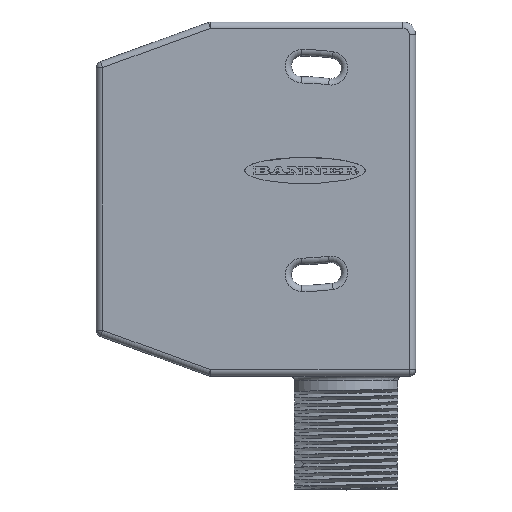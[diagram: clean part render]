
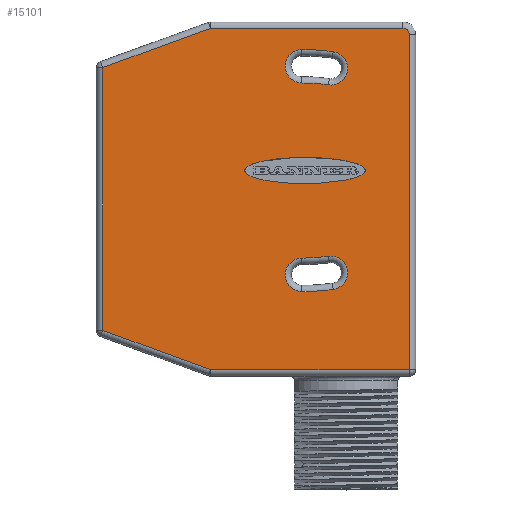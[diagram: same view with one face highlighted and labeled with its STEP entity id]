
A CAD part, top view. The second image highlights one B-rep face of the part: STEP entity #15101.
In plain terms, the highlighted planar face has unit normal (0, 0, 1).
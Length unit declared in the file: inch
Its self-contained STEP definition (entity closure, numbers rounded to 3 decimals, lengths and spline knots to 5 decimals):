
#1250=DIRECTION('',(0.94,-0.342,0.));
#1251=VECTOR('',#1250,0.71544);
#1252=CARTESIAN_POINT('',(0.03937,0.28407,
1.0748));
#1253=LINE('',#1252,#1251);
#1281=DIRECTION('',(0.,-1.,0.));
#1282=VECTOR('',#1281,1.63659);
#1283=CARTESIAN_POINT('',(0.03937,1.92066,1.0748));
#1284=LINE('',#1283,#1282);
#1299=CARTESIAN_POINT('',(0.92421,1.27953,1.0748));
#1300=CARTESIAN_POINT('',(0.92421,1.27238,1.0748));
#1301=CARTESIAN_POINT('',(0.93283,1.25807,1.0748));
#1302=CARTESIAN_POINT('',(0.97072,1.23807,1.0748));
#1303=CARTESIAN_POINT('',(1.031,1.2209,1.0748));
#1304=CARTESIAN_POINT('',(1.10956,1.20773,1.0748));
#1305=CARTESIAN_POINT('',(1.20104,1.19945,1.0748));
#1306=CARTESIAN_POINT('',(1.29921,1.19662,1.0748));
#1307=CARTESIAN_POINT('',(1.39738,1.19945,1.0748));
#1308=CARTESIAN_POINT('',(1.48887,1.20773,1.0748));
#1309=CARTESIAN_POINT('',(1.56742,1.2209,1.0748));
#1310=CARTESIAN_POINT('',(1.6277,1.23807,1.0748));
#1311=CARTESIAN_POINT('',(1.6656,1.25807,1.0748));
#1312=CARTESIAN_POINT('',(1.67421,1.27238,1.0748));
#1313=CARTESIAN_POINT('',(1.67421,1.27953,1.0748));
#1315=CARTESIAN_POINT('',(1.67421,1.27953,1.0748));
#1316=CARTESIAN_POINT('',(1.67421,1.28668,1.0748));
#1317=CARTESIAN_POINT('',(1.6656,1.30099,1.0748));
#1318=CARTESIAN_POINT('',(1.6277,1.32098,1.0748));
#1319=CARTESIAN_POINT('',(1.56742,1.33815,1.0748));
#1320=CARTESIAN_POINT('',(1.48887,1.35133,1.0748));
#1321=CARTESIAN_POINT('',(1.39738,1.35961,1.0748));
#1322=CARTESIAN_POINT('',(1.29921,1.36243,1.0748));
#1323=CARTESIAN_POINT('',(1.20104,1.35961,1.0748));
#1324=CARTESIAN_POINT('',(1.10956,1.35133,1.0748));
#1325=CARTESIAN_POINT('',(1.031,1.33815,1.0748));
#1326=CARTESIAN_POINT('',(0.97072,1.32098,1.0748));
#1327=CARTESIAN_POINT('',(0.93283,1.30099,1.0748));
#1328=CARTESIAN_POINT('',(0.92421,1.28668,1.0748));
#1329=CARTESIAN_POINT('',(0.92421,1.27953,1.0748));
#1340=DIRECTION('',(-0.94,-0.342,0.));
#1341=VECTOR('',#1340,0.71544);
#1342=CARTESIAN_POINT('',(0.71167,2.16535,1.0748));
#1343=LINE('',#1342,#1341);
#1662=DIRECTION('',(0.,1.,0.));
#1663=VECTOR('',#1662,2.08661);
#1664=CARTESIAN_POINT('',(1.94882,0.03937,1.0748));
#1665=LINE('',#1664,#1663);
#1675=CARTESIAN_POINT('',(1.90945,2.12598,1.0748));
#1676=DIRECTION('',(0.,0.,1.));
#1677=DIRECTION('',(1.,0.,0.));
#1678=AXIS2_PLACEMENT_3D('',#1675,#1676,#1677);
#1699=DIRECTION('',(-1.,0.,0.));
#1700=VECTOR('',#1699,1.19778);
#1701=CARTESIAN_POINT('',(1.90945,2.16535,1.0748));
#1702=LINE('',#1701,#1700);
#1743=DIRECTION('',(1.,0.,0.));
#1744=VECTOR('',#1743,1.23715);
#1745=CARTESIAN_POINT('',(0.71167,0.03937,
1.0748));
#1746=LINE('',#1745,#1744);
#4556=CARTESIAN_POINT('',(1.27953,1.92913,1.0748));
#4557=DIRECTION('',(0.,0.,-1.));
#4558=DIRECTION('',(0.,-1.,0.));
#4559=AXIS2_PLACEMENT_3D('',#4556,#4557,#4558);
#4571=CARTESIAN_POINT('',(1.27953,0.62992,1.0748));
#4572=DIRECTION('',(0.,0.,-1.));
#4573=DIRECTION('',(0.,1.,0.));
#4574=AXIS2_PLACEMENT_3D('',#4571,#4572,#4573);
#4586=CARTESIAN_POINT('',(1.46034,1.91649,1.0748));
#4587=DIRECTION('',(0.,0.,-1.));
#4588=DIRECTION('',(0.139,0.99,0.));
#4589=AXIS2_PLACEMENT_3D('',#4586,#4587,#4588);
#4601=CARTESIAN_POINT('',(1.27953,0.62992,1.0748));
#4602=DIRECTION('',(0.,0.,1.));
#4603=DIRECTION('',(0.139,0.99,0.));
#4604=AXIS2_PLACEMENT_3D('',#4601,#4602,#4603);
#4632=CARTESIAN_POINT('',(1.27953,0.62992,1.0748));
#4633=DIRECTION('',(0.,0.,-1.));
#4634=DIRECTION('',(0.,-1.,0.));
#4635=AXIS2_PLACEMENT_3D('',#4632,#4633,#4634);
#4647=CARTESIAN_POINT('',(1.27953,1.92913,1.0748));
#4648=DIRECTION('',(0.,0.,1.));
#4649=DIRECTION('',(0.,-1.,0.));
#4650=AXIS2_PLACEMENT_3D('',#4647,#4648,#4649);
#4662=CARTESIAN_POINT('',(1.46034,0.64257,1.0748));
#4663=DIRECTION('',(0.,0.,-1.));
#4664=DIRECTION('',(-0.139,0.99,0.));
#4665=AXIS2_PLACEMENT_3D('',#4662,#4663,#4664);
#4677=CARTESIAN_POINT('',(1.27953,1.92913,1.0748));
#4678=DIRECTION('',(0.,0.,-1.));
#4679=DIRECTION('',(0.139,-0.99,0.));
#4680=AXIS2_PLACEMENT_3D('',#4677,#4678,#4679);
#11770=CARTESIAN_POINT('',(0.71167,2.16535,
1.0748));
#11771=CARTESIAN_POINT('',(0.03937,1.92066,
1.0748));
#11772=VERTEX_POINT('',#11770);
#11773=VERTEX_POINT('',#11771);
#11774=CARTESIAN_POINT('',(0.03937,0.28407,
1.0748));
#11775=VERTEX_POINT('',#11774);
#11780=CARTESIAN_POINT('',(0.71167,0.03937,
1.0748));
#11781=CARTESIAN_POINT('',(1.94882,0.03937,
1.0748));
#11782=VERTEX_POINT('',#11780);
#11783=VERTEX_POINT('',#11781);
#11786=CARTESIAN_POINT('',(1.94882,2.12598,1.0748));
#11787=VERTEX_POINT('',#11786);
#11794=CARTESIAN_POINT('',(1.90945,2.16535,1.0748));
#11795=VERTEX_POINT('',#11794);
#11796=CARTESIAN_POINT('',(1.47486,2.01981,1.0748));
#11797=CARTESIAN_POINT('',(1.44582,1.81317,1.0748));
#11798=VERTEX_POINT('',#11796);
#11799=VERTEX_POINT('',#11797);
#11804=CARTESIAN_POINT('',(1.27953,1.8248,1.0748));
#11805=VERTEX_POINT('',#11804);
#11808=CARTESIAN_POINT('',(1.27953,2.03346,1.0748));
#11809=VERTEX_POINT('',#11808);
#11812=CARTESIAN_POINT('',(1.27953,0.73425,
1.0748));
#11813=CARTESIAN_POINT('',(1.44582,0.74588,
1.0748));
#11814=VERTEX_POINT('',#11812);
#11815=VERTEX_POINT('',#11813);
#11820=CARTESIAN_POINT('',(1.47486,0.53925,
1.0748));
#11821=VERTEX_POINT('',#11820);
#11824=CARTESIAN_POINT('',(1.27953,0.52559,
1.0748));
#11825=VERTEX_POINT('',#11824);
#12042=VERTEX_POINT('',#1299);
#12043=VERTEX_POINT('',#1313);
#15056=CARTESIAN_POINT('',(0.,0.,1.0748));
#15057=DIRECTION('',(0.,0.,1.));
#15058=DIRECTION('',(1.,0.,0.));
#15059=AXIS2_PLACEMENT_3D('',#15056,#15057,#15058);
#15060=PLANE('',#15059);
#15062=ORIENTED_EDGE('',*,*,#15061,.F.);
#15064=ORIENTED_EDGE('',*,*,#15063,.F.);
#15066=ORIENTED_EDGE('',*,*,#15065,.F.);
#15068=ORIENTED_EDGE('',*,*,#15067,.F.);
#15070=ORIENTED_EDGE('',*,*,#15069,.F.);
#15071=ORIENTED_EDGE('',*,*,#15009,.F.);
#15072=ORIENTED_EDGE('',*,*,#15047,.F.);
#15073=EDGE_LOOP('',(#15062,#15064,#15066,#15068,#15070,#15071,#15072));
#15074=FACE_OUTER_BOUND('',#15073,.F.);
#15076=ORIENTED_EDGE('',*,*,#15075,.F.);
#15078=ORIENTED_EDGE('',*,*,#15077,.F.);
#15080=ORIENTED_EDGE('',*,*,#15079,.F.);
#15082=ORIENTED_EDGE('',*,*,#15081,.F.);
#15083=EDGE_LOOP('',(#15076,#15078,#15080,#15082));
#15084=FACE_BOUND('',#15083,.F.);
#15086=ORIENTED_EDGE('',*,*,#15085,.F.);
#15088=ORIENTED_EDGE('',*,*,#15087,.F.);
#15090=ORIENTED_EDGE('',*,*,#15089,.F.);
#15092=ORIENTED_EDGE('',*,*,#15091,.F.);
#15093=EDGE_LOOP('',(#15086,#15088,#15090,#15092));
#15094=FACE_BOUND('',#15093,.F.);
#15096=ORIENTED_EDGE('',*,*,#15095,.T.);
#15098=ORIENTED_EDGE('',*,*,#15097,.T.);
#15099=EDGE_LOOP('',(#15096,#15098));
#15100=FACE_BOUND('',#15099,.F.);
#15101=ADVANCED_FACE('',(#15074,#15084,#15094,#15100),#15060,.T.);
#1314=B_SPLINE_CURVE_WITH_KNOTS('',3,(#1299,#1300,#1301,#1302,#1303,#1304,#1305,
#1306,#1307,#1308,#1309,#1310,#1311,#1312,#1313),.UNSPECIFIED.,.F.,.F.,(4,1,1,1,
1,1,1,1,1,1,1,1,4),(0.,0.08333,0.16667,0.25,
0.33333,0.41667,0.5,0.58333,0.66667,
0.75,0.83333,0.91667,1.),.UNSPECIFIED.);
#1330=B_SPLINE_CURVE_WITH_KNOTS('',3,(#1315,#1316,#1317,#1318,#1319,#1320,#1321,
#1322,#1323,#1324,#1325,#1326,#1327,#1328,#1329),.UNSPECIFIED.,.F.,.F.,(4,1,1,1,
1,1,1,1,1,1,1,1,4),(0.,0.08333,0.16667,0.25,
0.33333,0.41667,0.5,0.58333,0.66667,
0.75,0.83333,0.91667,1.),.UNSPECIFIED.);
#1679=CIRCLE('',#1678,0.03937);
#4560=CIRCLE('',#4559,0.10433);
#4575=CIRCLE('',#4574,1.40354);
#4590=CIRCLE('',#4589,0.10433);
#4605=CIRCLE('',#4604,1.19488);
#4636=CIRCLE('',#4635,0.10433);
#4651=CIRCLE('',#4650,1.19488);
#4666=CIRCLE('',#4665,0.10433);
#4681=CIRCLE('',#4680,1.40354);
#15009=EDGE_CURVE('',#11775,#11782,#1253,.T.);
#15047=EDGE_CURVE('',#11773,#11775,#1284,.T.);
#15061=EDGE_CURVE('',#11772,#11773,#1343,.T.);
#15063=EDGE_CURVE('',#11795,#11772,#1702,.T.);
#15065=EDGE_CURVE('',#11787,#11795,#1679,.T.);
#15067=EDGE_CURVE('',#11783,#11787,#1665,.T.);
#15069=EDGE_CURVE('',#11782,#11783,#1746,.T.);
#15075=EDGE_CURVE('',#11798,#11799,#4590,.T.);
#15077=EDGE_CURVE('',#11809,#11798,#4575,.T.);
#15079=EDGE_CURVE('',#11805,#11809,#4560,.T.);
#15081=EDGE_CURVE('',#11799,#11805,#4605,.T.);
#15085=EDGE_CURVE('',#11814,#11815,#4651,.T.);
#15087=EDGE_CURVE('',#11825,#11814,#4636,.T.);
#15089=EDGE_CURVE('',#11821,#11825,#4681,.T.);
#15091=EDGE_CURVE('',#11815,#11821,#4666,.T.);
#15095=EDGE_CURVE('',#12042,#12043,#1314,.T.);
#15097=EDGE_CURVE('',#12043,#12042,#1330,.T.);
